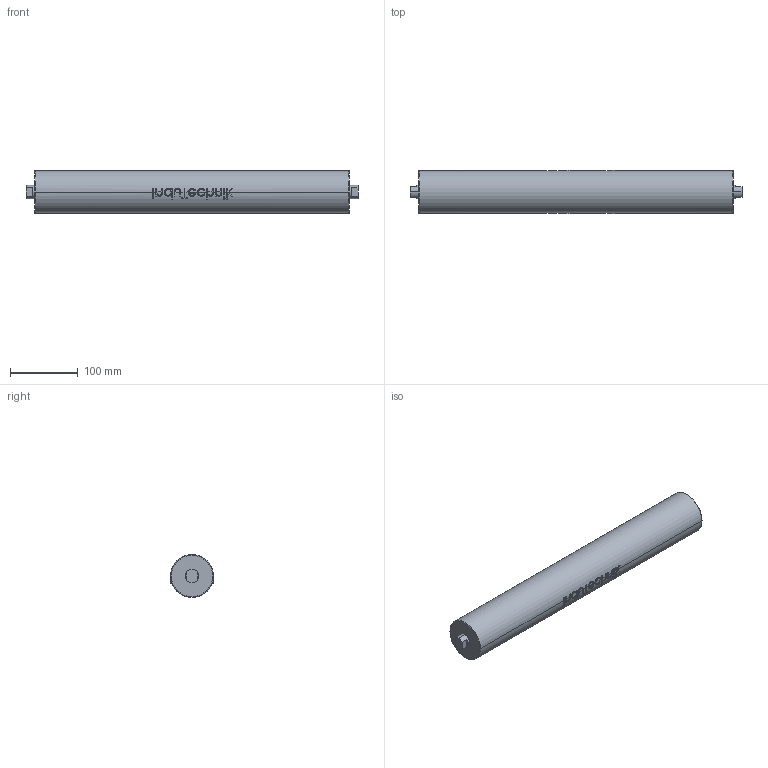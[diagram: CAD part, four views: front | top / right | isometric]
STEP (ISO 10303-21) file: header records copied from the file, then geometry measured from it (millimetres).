
FILE_DESCRIPTION (( 'STEP AP214' ), '1' );
FILE_NAME ('NT.063.0465.100.STEP', '2017-05-16T11:42:21', ( '' ), ( '' ), 'SwSTEP 2.0', 'SolidWorks 2014', '' );
FILE_SCHEMA (( 'AUTOMOTIVE_DESIGN' ));
Length unit declared in the file: millimetre
Products named in the file (2): NT.063.0465.100
Bounding box: 491 x 63.7 x 63.5 mm (x, y, z)
Volume: 1480123.2 mm3; surface area: 101039.8 mm2
Topology: 1 solids, 1 shells, 305 faces, 881 edges, 586 vertices
Faces by surface type: plane 170, bspline 110, cylinder 21, torus 4
Entity records: 15890 total; most frequent: CARTESIAN_POINT 8404, ORIENTED_EDGE 1762, DIRECTION 1141, EDGE_CURVE 881, VERTEX_POINT 586, LINE 487, VECTOR 487, AXIS2_PLACEMENT_3D 327
